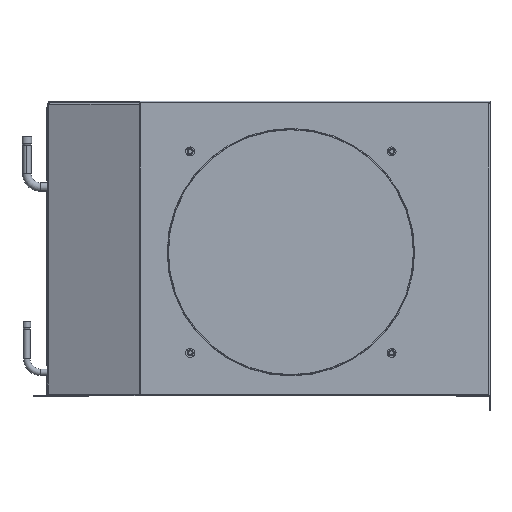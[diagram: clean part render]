
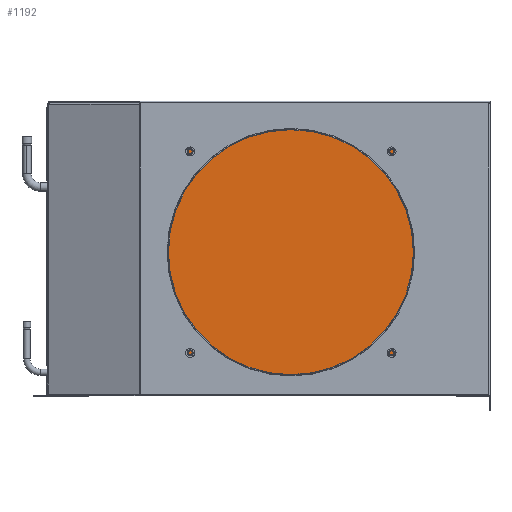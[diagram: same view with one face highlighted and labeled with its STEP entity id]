
A CAD part, top view. The second image highlights one B-rep face of the part: STEP entity #1192.
In plain terms, the highlighted planar face has unit normal (0, 0, 1).
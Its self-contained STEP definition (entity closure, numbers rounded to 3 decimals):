
#1058=DIRECTION('',(1.,0.,0.));
#1059=VECTOR('',#1058,582.);
#1060=CARTESIAN_POINT('',(-265.033,234.646,8.6));
#1061=LINE('',#1060,#1059);
#1086=DIRECTION('',(0.,-1.,0.));
#1087=VECTOR('',#1086,425.2);
#1088=CARTESIAN_POINT('',(316.967,234.646,8.6));
#1089=LINE('',#1088,#1087);
#1112=DIRECTION('',(-1.,0.,0.));
#1113=VECTOR('',#1112,582.);
#1114=CARTESIAN_POINT('',(316.967,-190.554,8.6));
#1115=LINE('',#1114,#1113);
#1130=DIRECTION('',(0.,1.,0.));
#1131=VECTOR('',#1130,425.2);
#1132=CARTESIAN_POINT('',(-265.033,-190.554,8.6));
#1133=LINE('',#1132,#1131);
#1138=CARTESIAN_POINT('',(-265.033,-190.554,8.6));
#1140=VERTEX_POINT('',#1138);
#1144=CARTESIAN_POINT('',(316.967,234.646,8.6));
#1145=CARTESIAN_POINT('',(316.967,-190.554,8.6));
#1146=VERTEX_POINT('',#1144);
#1147=VERTEX_POINT('',#1145);
#1152=CARTESIAN_POINT('',(-265.033,234.646,8.6));
#1153=VERTEX_POINT('',#1152);
#1178=CARTESIAN_POINT('',(-271.033,234.646,8.6));
#1179=DIRECTION('',(0.,0.,1.));
#1180=DIRECTION('',(1.,0.,0.));
#1181=AXIS2_PLACEMENT_3D('',#1178,#1179,#1180);
#1182=PLANE('',#1181);
#1184=ORIENTED_EDGE('',*,*,#1183,.T.);
#1186=ORIENTED_EDGE('',*,*,#1185,.T.);
#1188=ORIENTED_EDGE('',*,*,#1187,.T.);
#1189=ORIENTED_EDGE('',*,*,#1163,.T.);
#1190=EDGE_LOOP('',(#1184,#1186,#1188,#1189));
#1191=FACE_OUTER_BOUND('',#1190,.F.);
#1192=ADVANCED_FACE('',(#1191),#1182,.T.);
#1163=EDGE_CURVE('',#1153,#1146,#1061,.T.);
#1183=EDGE_CURVE('',#1146,#1147,#1089,.T.);
#1185=EDGE_CURVE('',#1147,#1140,#1115,.T.);
#1187=EDGE_CURVE('',#1140,#1153,#1133,.T.);
